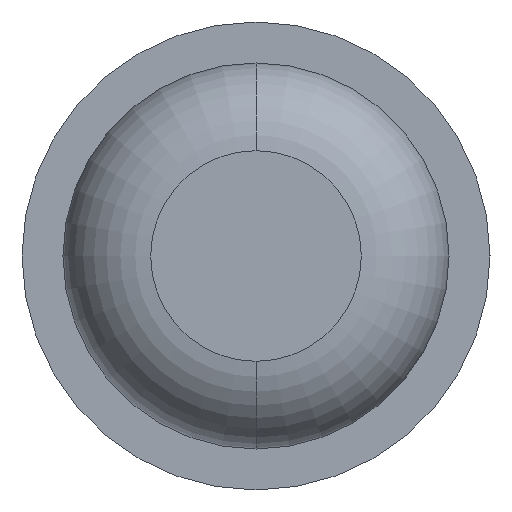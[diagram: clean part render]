
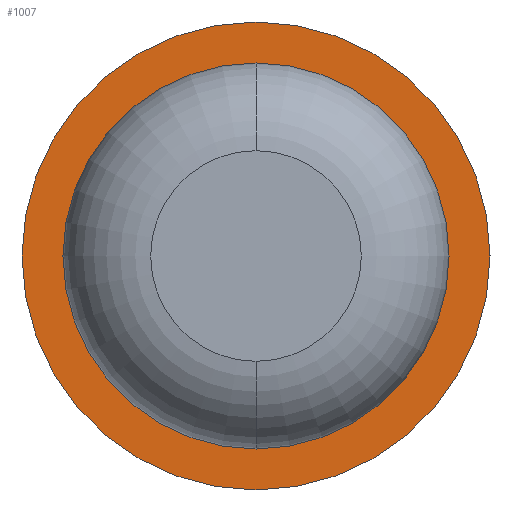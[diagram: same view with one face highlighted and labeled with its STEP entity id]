
A CAD part, front view. The second image highlights one B-rep face of the part: STEP entity #1007.
In plain terms, the highlighted planar face has unit normal (0, -1, 0).
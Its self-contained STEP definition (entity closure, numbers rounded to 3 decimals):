
#20 = VERTEX_POINT ( 'NONE', #3746 ) ;
#295 = CARTESIAN_POINT ( 'NONE',  ( 0., -3., 0. ) ) ;
#351 = AXIS2_PLACEMENT_3D ( 'NONE', #1387, #520, #1992 ) ;
#491 = CARTESIAN_POINT ( 'NONE',  ( 0., -3., 0. ) ) ;
#520 = DIRECTION ( 'NONE',  ( 0., -1., 0. ) ) ;
#534 = CIRCLE ( 'NONE', #351, 0.825 ) ;
#535 = AXIS2_PLACEMENT_3D ( 'NONE', #295, #913, #1829 ) ;
#794 = DIRECTION ( 'NONE',  ( 0., 0., 1. ) ) ;
#832 = EDGE_CURVE ( 'Defeature ausgef�hrt1_6+Defeature ausgef�hrt1_5+Defeature ausgef�hrt1_5+Defeature ausgef�hrt1_5', #2910, #20, #3548, .T. ) ;
#913 = DIRECTION ( 'NONE',  ( 0., 1., 0. ) ) ;
#1007 = ADVANCED_FACE ( 'Defeature ausgef�hrt1_5', ( #2605, #3274 ), #2638, .T. ) ;
#1049 = DIRECTION ( 'NONE',  ( 0., -1., 0. ) ) ;
#1075 = EDGE_LOOP ( 'NONE', ( #3566, #2328 ) ) ;
#1083 = DIRECTION ( 'NONE',  ( 0., -1., 0. ) ) ;
#1387 = CARTESIAN_POINT ( 'NONE',  ( 0., -3., 0. ) ) ;
#1401 = ORIENTED_EDGE ( 'NONE', *, *, #2425, .F. ) ;
#1624 = CARTESIAN_POINT ( 'NONE',  ( 0., -3., -0.825 ) ) ;
#1700 = DIRECTION ( 'NONE',  ( 0., 1., 0. ) ) ;
#1829 = DIRECTION ( 'NONE',  ( 0., 0., 1. ) ) ;
#1956 = CARTESIAN_POINT ( 'NONE',  ( 0., -3., 0. ) ) ;
#1990 = VERTEX_POINT ( 'NONE', #1624 ) ;
#1992 = DIRECTION ( 'NONE',  ( 0., 0., -1. ) ) ;
#2251 = CIRCLE ( 'NONE', #2965, 0.825 ) ;
#2304 = DIRECTION ( 'NONE',  ( 0., 0., -1. ) ) ;
#2328 = ORIENTED_EDGE ( 'NONE', *, *, #832, .F. ) ;
#2388 = CARTESIAN_POINT ( 'NONE',  ( 0., -3., 0.825 ) ) ;
#2425 = EDGE_CURVE ( 'Defeature ausgef�hrt1_1+Defeature ausgef�hrt1_5+Defeature ausgef�hrt1_5+Defeature ausgef�hrt1_5', #2613, #1990, #534, .T. ) ;
#2544 = DIRECTION ( 'NONE',  ( 0., 0., -1. ) ) ;
#2605 = FACE_BOUND ( 'NONE', #3151, .T. ) ;
#2613 = VERTEX_POINT ( 'NONE', #2388 ) ;
#2638 = PLANE ( 'NONE',  #3609 ) ;
#2784 = CIRCLE ( 'NONE', #3260, 1. ) ;
#2810 = EDGE_CURVE ( 'Defeature ausgef�hrt1_6+Defeature ausgef�hrt1_5+Defeature ausgef�hrt1_5+Defeature ausgef�hrt1_5', #20, #2910, #2784, .T. ) ;
#2910 = VERTEX_POINT ( 'NONE', #2957 ) ;
#2957 = CARTESIAN_POINT ( 'NONE',  ( 0., -3., -1. ) ) ;
#2965 = AXIS2_PLACEMENT_3D ( 'NONE', #1956, #1049, #2304 ) ;
#3151 = EDGE_LOOP ( 'NONE', ( #1401, #3563 ) ) ;
#3222 = EDGE_CURVE ( 'Defeature ausgef�hrt1_1+Defeature ausgef�hrt1_5+Defeature ausgef�hrt1_5+Defeature ausgef�hrt1_5', #1990, #2613, #2251, .T. ) ;
#3260 = AXIS2_PLACEMENT_3D ( 'NONE', #491, #1700, #794 ) ;
#3274 = FACE_OUTER_BOUND ( 'NONE', #1075, .T. ) ;
#3548 = CIRCLE ( 'NONE', #535, 1. ) ;
#3563 = ORIENTED_EDGE ( 'NONE', *, *, #3222, .F. ) ;
#3566 = ORIENTED_EDGE ( 'NONE', *, *, #2810, .F. ) ;
#3609 = AXIS2_PLACEMENT_3D ( 'NONE', #3764, #1083, #2544 ) ;
#3746 = CARTESIAN_POINT ( 'NONE',  ( 0., -3., 1. ) ) ;
#3764 = CARTESIAN_POINT ( 'NONE',  ( -1., -3., 0. ) ) ;
